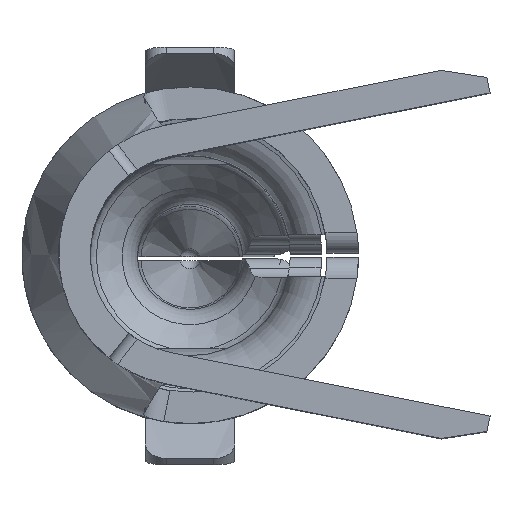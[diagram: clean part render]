
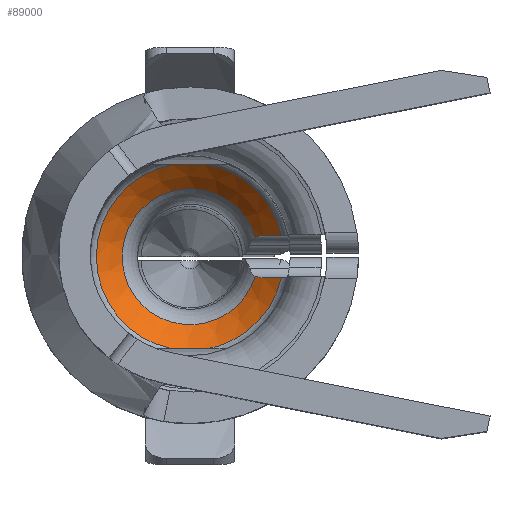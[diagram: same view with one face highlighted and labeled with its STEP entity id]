
A CAD part, top view. The second image highlights one B-rep face of the part: STEP entity #89000.
In plain terms, the highlighted conical face has half-angle 45 degrees and reference radius 0.95 mm.
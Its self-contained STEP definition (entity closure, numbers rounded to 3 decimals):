
#480=CARTESIAN_POINT('',(54.8,22.25,10.));
#490=DIRECTION('',(1.,0.,-0.));
#500=DIRECTION('',(0.,0.,1.));
#510=AXIS2_PLACEMENT_3D('',#480,#490,#500);
#520=PLANE('',#510);
#820=CARTESIAN_POINT('',(54.8,21.869,9.566));
#830=VERTEX_POINT('',#820);
#860=CARTESIAN_POINT('',(55.,21.,9.566));
#870=DIRECTION('',(0.,0.,-1.));
#880=DIRECTION('',(1.,0.,0.));
#890=AXIS2_PLACEMENT_3D('',#860,#870,#880);
#900=CIRCLE('',#890,0.891);
#910=CARTESIAN_POINT('',(55.2,21.869,9.566));
#920=VERTEX_POINT('',#910);
#930=EDGE_CURVE('',#920,#830,#900,.T.);
#950=CARTESIAN_POINT('',(55.2,22.25,9.4));
#960=DIRECTION('',(-1.,-0.,-0.));
#970=DIRECTION('',(0.,0.,-1.));
#980=AXIS2_PLACEMENT_3D('',#950,#960,#970);
#990=PLANE('',#980);
#2370=CARTESIAN_POINT('',(55.,22.25,9.4));
#2380=DIRECTION('',(0.,1.,0.));
#2390=DIRECTION('',(-1.,0.,0.));
#2400=AXIS2_PLACEMENT_3D('',#2370,#2380,#2390);
#2410=CYLINDRICAL_SURFACE('',#2400,0.2);
#2710=CARTESIAN_POINT('',(54.816,21.62,
9.321));
#2720=VERTEX_POINT('',#2710);
#2770=CARTESIAN_POINT('',(55.,21.,9.624));
#2780=DIRECTION('',(0.,0.,1.));
#2790=DIRECTION('',(-1.,0.,0.));
#2800=AXIS2_PLACEMENT_3D('',#2770,#2780,#2790);
#2810=CONICAL_SURFACE('',#2800,0.95,0.785);
#2820=CARTESIAN_POINT('',(54.8,21.698,9.4));
#2830=CARTESIAN_POINT('',(54.8,21.691,9.393));
#2840=CARTESIAN_POINT('',(54.8,21.684,
9.387));
#2850=CARTESIAN_POINT('',(54.801,21.677,
9.38));
#2860=CARTESIAN_POINT('',(54.802,21.671,
9.374));
#2870=CARTESIAN_POINT('',(54.803,21.664,
9.367));
#2880=CARTESIAN_POINT('',(54.804,21.658,
9.361));
#2890=CARTESIAN_POINT('',(54.805,21.651,
9.354));
#2900=CARTESIAN_POINT('',(54.807,21.645,
9.347));
#2910=CARTESIAN_POINT('',(54.809,21.638,
9.341));
#2920=CARTESIAN_POINT('',(54.811,21.632,
9.334));
#2930=CARTESIAN_POINT('',(54.814,21.626,
9.327));
#2940=CARTESIAN_POINT('',(54.816,21.62,
9.321));
#2950=B_SPLINE_CURVE_WITH_KNOTS('',3,(#2820,#2830,#2840,#2850,#2860,
#2870,#2880,#2890,#2900,#2910,#2920,#2930,#2940),.UNSPECIFIED.,.F.,.F.,(
4,3,3,3,4),(0.,0.028,0.056,0.085,
0.113),.UNSPECIFIED.);
#2960=SURFACE_CURVE('',#2950,(#2410,#2810),.CURVE_3D.);
#2970=CARTESIAN_POINT('',(54.8,21.698,9.4));
#2980=VERTEX_POINT('',#2970);
#2990=EDGE_CURVE('',#2980,#2720,#2960,.T.);
#8440=CARTESIAN_POINT('',(55.2,21.869,9.566));
#8450=CARTESIAN_POINT('',(55.2,21.854,9.552));
#8460=CARTESIAN_POINT('',(55.2,21.84,
9.538));
#8470=CARTESIAN_POINT('',(55.2,21.826,
9.524));
#8480=CARTESIAN_POINT('',(55.2,21.812,
9.51));
#8490=CARTESIAN_POINT('',(55.2,21.798,
9.497));
#8500=CARTESIAN_POINT('',(55.2,21.783,
9.483));
#8510=CARTESIAN_POINT('',(55.2,21.769,
9.469));
#8520=CARTESIAN_POINT('',(55.2,21.755,
9.455));
#8530=CARTESIAN_POINT('',(55.2,21.741,
9.441));
#8540=CARTESIAN_POINT('',(55.2,21.726,
9.428));
#8550=CARTESIAN_POINT('',(55.2,21.712,9.414));
#8560=CARTESIAN_POINT('',(55.2,21.698,9.4));
#8570=B_SPLINE_CURVE_WITH_KNOTS('',3,(#8440,#8450,#8460,#8470,#8480,
#8490,#8500,#8510,#8520,#8530,#8540,#8550,#8560),.UNSPECIFIED.,.F.,.F.,(
4,3,3,3,4),(0.,0.06,0.119,0.179,
0.238),.UNSPECIFIED.);
#8580=SURFACE_CURVE('',#8570,(#990,#2810),.CURVE_3D.);
#8590=CARTESIAN_POINT('',(55.2,21.698,9.4));
#8600=VERTEX_POINT('',#8590);
#8610=EDGE_CURVE('',#920,#8600,#8580,.T.);
#77260=CARTESIAN_POINT('',(54.8,21.698,9.4));
#77270=CARTESIAN_POINT('',(54.8,21.712,9.414));
#77280=CARTESIAN_POINT('',(54.8,21.726,
9.428));
#77290=CARTESIAN_POINT('',(54.8,21.741,
9.441));
#77300=CARTESIAN_POINT('',(54.8,21.755,
9.455));
#77310=CARTESIAN_POINT('',(54.8,21.769,
9.469));
#77320=CARTESIAN_POINT('',(54.8,21.783,
9.483));
#77330=CARTESIAN_POINT('',(54.8,21.798,
9.497));
#77340=CARTESIAN_POINT('',(54.8,21.812,
9.51));
#77350=CARTESIAN_POINT('',(54.8,21.826,
9.524));
#77360=CARTESIAN_POINT('',(54.8,21.84,
9.538));
#77370=CARTESIAN_POINT('',(54.8,21.854,9.552));
#77380=CARTESIAN_POINT('',(54.8,21.869,9.566));
#77390=B_SPLINE_CURVE_WITH_KNOTS('',3,(#77260,#77270,#77280,#77290,
#77300,#77310,#77320,#77330,#77340,#77350,#77360,#77370,#77380),
.UNSPECIFIED.,.F.,.F.,(4,3,3,3,4),(0.,0.06,
0.119,0.179,0.238),.UNSPECIFIED.);
#77400=SURFACE_CURVE('',#77390,(#520,#2810),.CURVE_3D.);
#77410=EDGE_CURVE('',#2980,#830,#77400,.T.);
#88680=CARTESIAN_POINT('',(55.184,21.62,
9.321));
#88690=CARTESIAN_POINT('',(55.186,21.626,
9.327));
#88700=CARTESIAN_POINT('',(55.189,21.632,
9.334));
#88710=CARTESIAN_POINT('',(55.191,21.638,
9.341));
#88720=CARTESIAN_POINT('',(55.193,21.645,
9.347));
#88730=CARTESIAN_POINT('',(55.195,21.651,
9.354));
#88740=CARTESIAN_POINT('',(55.196,21.658,
9.361));
#88750=CARTESIAN_POINT('',(55.197,21.664,
9.367));
#88760=CARTESIAN_POINT('',(55.198,21.671,
9.374));
#88770=CARTESIAN_POINT('',(55.199,21.677,
9.38));
#88780=CARTESIAN_POINT('',(55.2,21.684,
9.387));
#88790=CARTESIAN_POINT('',(55.2,21.691,9.393));
#88800=CARTESIAN_POINT('',(55.2,21.698,9.4));
#88810=B_SPLINE_CURVE_WITH_KNOTS('',3,(#88680,#88690,#88700,#88710,
#88720,#88730,#88740,#88750,#88760,#88770,#88780,#88790,#88800),
.UNSPECIFIED.,.F.,.F.,(4,3,3,3,4),(0.,0.028,
0.056,0.085,0.113),.UNSPECIFIED.);
#88820=SURFACE_CURVE('',#88810,(#2410,#2810),.CURVE_3D.);
#88830=CARTESIAN_POINT('',(55.184,21.62,
9.321));
#88840=VERTEX_POINT('',#88830);
#88850=EDGE_CURVE('',#88840,#8600,#88820,.T.);
#88860=ORIENTED_EDGE('',*,*,#88850,.F.);
#88870=ORIENTED_EDGE('',*,*,#8610,.T.);
#88880=ORIENTED_EDGE('',*,*,#930,.F.);
#88890=ORIENTED_EDGE('',*,*,#77410,.T.);
#88900=ORIENTED_EDGE('',*,*,#2990,.F.);
#88910=CARTESIAN_POINT('',(55.,21.,9.321));
#88920=DIRECTION('',(0.,0.,1.));
#88930=DIRECTION('',(-1.,0.,0.));
#88940=AXIS2_PLACEMENT_3D('',#88910,#88920,#88930);
#88950=CIRCLE('',#88940,0.646);
#88960=EDGE_CURVE('',#2720,#88840,#88950,.T.);
#88970=ORIENTED_EDGE('',*,*,#88960,.F.);
#88980=EDGE_LOOP('',(#88970,#88900,#88890,#88880,#88870,#88860));
#88990=FACE_OUTER_BOUND('',#88980,.T.);
#89000=ADVANCED_FACE('',(#88990),#2810,.F.);
